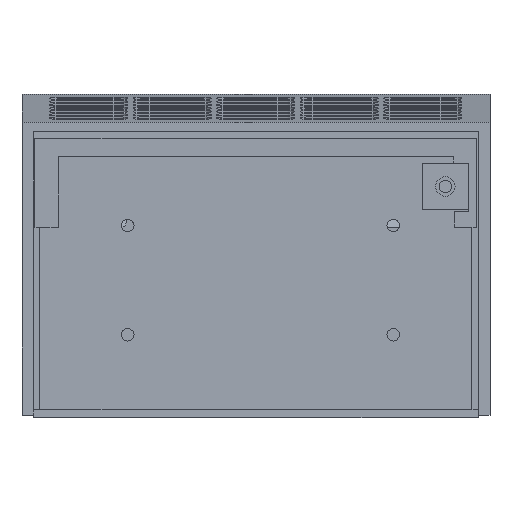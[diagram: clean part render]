
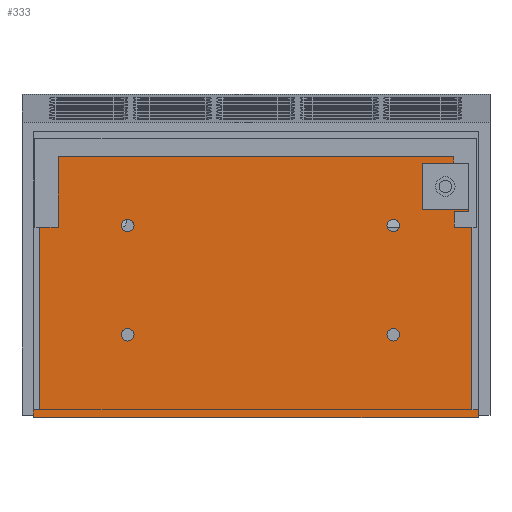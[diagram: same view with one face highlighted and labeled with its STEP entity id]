
A CAD part, front view. The second image highlights one B-rep face of the part: STEP entity #333.
In plain terms, the highlighted planar face has unit normal (0, -1, 0).
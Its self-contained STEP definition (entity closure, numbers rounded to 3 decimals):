
#333=ADVANCED_FACE('',(#1967,#1968,#1969,#1970,#1971,#1972),#1973,.T.);
#1967=FACE_OUTER_BOUND('',#4462,.T.);
#1968=FACE_BOUND('',#4463,.T.);
#1969=FACE_BOUND('',#4464,.T.);
#1970=FACE_BOUND('',#4465,.T.);
#1971=FACE_BOUND('',#4466,.T.);
#1972=FACE_BOUND('',#4467,.T.);
#1973=PLANE('',#4468);
#4462=EDGE_LOOP('',(#9466,#9467,#9468,#9469,#9470,#9471,#9472,#9473,#9474,#9475,#9476,#9477));
#4463=EDGE_LOOP('',(#9478,#9479));
#4464=EDGE_LOOP('',(#9480,#9481));
#4465=EDGE_LOOP('',(#9482,#9483));
#4466=EDGE_LOOP('',(#9484,#9485));
#4467=EDGE_LOOP('',(#9486,#9487,#9488,#9489));
#4468=AXIS2_PLACEMENT_3D('',#9490,#9491,#9492);
#9466=ORIENTED_EDGE('',*,*,#17061,.F.);
#9467=ORIENTED_EDGE('',*,*,#15565,.F.);
#9468=ORIENTED_EDGE('',*,*,#16992,.T.);
#9469=ORIENTED_EDGE('',*,*,#17062,.T.);
#9470=ORIENTED_EDGE('',*,*,#17063,.T.);
#9471=ORIENTED_EDGE('',*,*,#17064,.F.);
#9472=ORIENTED_EDGE('',*,*,#17065,.T.);
#9473=ORIENTED_EDGE('',*,*,#17066,.T.);
#9474=ORIENTED_EDGE('',*,*,#17067,.T.);
#9475=ORIENTED_EDGE('',*,*,#17068,.T.);
#9476=ORIENTED_EDGE('',*,*,#17069,.T.);
#9477=ORIENTED_EDGE('',*,*,#17070,.F.);
#9478=ORIENTED_EDGE('',*,*,#17071,.F.);
#9479=ORIENTED_EDGE('',*,*,#17072,.F.);
#9480=ORIENTED_EDGE('',*,*,#17073,.F.);
#9481=ORIENTED_EDGE('',*,*,#17074,.F.);
#9482=ORIENTED_EDGE('',*,*,#17075,.F.);
#9483=ORIENTED_EDGE('',*,*,#17076,.F.);
#9484=ORIENTED_EDGE('',*,*,#17077,.F.);
#9485=ORIENTED_EDGE('',*,*,#17078,.F.);
#9486=ORIENTED_EDGE('',*,*,#17079,.F.);
#9487=ORIENTED_EDGE('',*,*,#17080,.F.);
#9488=ORIENTED_EDGE('',*,*,#17081,.F.);
#9489=ORIENTED_EDGE('',*,*,#17082,.F.);
#9490=CARTESIAN_POINT('',(0.0,1.0,0.0));
#9491=DIRECTION('',(0.0,-1.0,0.0));
#9492=DIRECTION('',(0.0,0.0,-1.0));
#15565=EDGE_CURVE('',#18904,#18906,#18907,.T.);
#16992=EDGE_CURVE('',#18904,#21405,#21407,.T.);
#17061=EDGE_CURVE('',#18906,#21544,#21545,.T.);
#17062=EDGE_CURVE('',#21405,#21546,#21547,.T.);
#17063=EDGE_CURVE('',#21546,#21548,#21549,.T.);
#17064=EDGE_CURVE('',#21550,#21548,#21551,.T.);
#17065=EDGE_CURVE('',#21550,#21552,#21553,.T.);
#17066=EDGE_CURVE('',#21552,#21554,#21555,.T.);
#17067=EDGE_CURVE('',#21554,#21556,#21557,.T.);
#17068=EDGE_CURVE('',#21556,#21558,#21559,.T.);
#17069=EDGE_CURVE('',#21558,#21560,#21561,.T.);
#17070=EDGE_CURVE('',#21544,#21560,#21562,.T.);
#17071=EDGE_CURVE('',#21563,#21564,#21565,.T.);
#17072=EDGE_CURVE('',#21564,#21563,#21566,.T.);
#17073=EDGE_CURVE('',#21567,#21568,#21569,.T.);
#17074=EDGE_CURVE('',#21568,#21567,#21570,.T.);
#17075=EDGE_CURVE('',#21571,#21572,#21573,.T.);
#17076=EDGE_CURVE('',#21572,#21571,#21574,.T.);
#17077=EDGE_CURVE('',#21575,#21576,#21577,.T.);
#17078=EDGE_CURVE('',#21576,#21575,#21578,.T.);
#17079=EDGE_CURVE('',#21579,#21580,#21581,.T.);
#17080=EDGE_CURVE('',#21582,#21579,#21583,.T.);
#17081=EDGE_CURVE('',#21584,#21582,#21585,.T.);
#17082=EDGE_CURVE('',#21580,#21584,#21586,.T.);
#18904=VERTEX_POINT('',#24101);
#18906=VERTEX_POINT('',#24104);
#18907=LINE('',#24105,#24106);
#21405=VERTEX_POINT('',#27724);
#21407=LINE('',#27727,#27728);
#21544=VERTEX_POINT('',#27925);
#21545=LINE('',#27926,#27927);
#21546=VERTEX_POINT('',#27928);
#21547=LINE('',#27929,#27930);
#21548=VERTEX_POINT('',#27931);
#21549=LINE('',#27932,#27933);
#21550=VERTEX_POINT('',#27934);
#21551=LINE('',#27935,#27936);
#21552=VERTEX_POINT('',#27937);
#21553=LINE('',#27938,#27939);
#21554=VERTEX_POINT('',#27940);
#21555=LINE('',#27941,#27942);
#21556=VERTEX_POINT('',#27943);
#21557=LINE('',#27944,#27945);
#21558=VERTEX_POINT('',#27946);
#21559=LINE('',#27947,#27948);
#21560=VERTEX_POINT('',#27949);
#21561=LINE('',#27950,#27951);
#21562=LINE('',#27952,#27953);
#21563=VERTEX_POINT('',#27954);
#21564=VERTEX_POINT('',#27955);
#21565=CIRCLE('',#27956,4.0);
#21566=CIRCLE('',#27957,4.0);
#21567=VERTEX_POINT('',#27958);
#21568=VERTEX_POINT('',#27959);
#21569=CIRCLE('',#27960,4.0);
#21570=CIRCLE('',#27961,4.0);
#21571=VERTEX_POINT('',#27962);
#21572=VERTEX_POINT('',#27963);
#21573=CIRCLE('',#27964,4.0);
#21574=CIRCLE('',#27965,4.0);
#21575=VERTEX_POINT('',#27966);
#21576=VERTEX_POINT('',#27967);
#21577=CIRCLE('',#27968,4.0);
#21578=CIRCLE('',#27969,4.0);
#21579=VERTEX_POINT('',#27970);
#21580=VERTEX_POINT('',#27971);
#21581=LINE('',#27972,#27973);
#21582=VERTEX_POINT('',#27974);
#21583=LINE('',#27975,#27976);
#21584=VERTEX_POINT('',#27977);
#21585=LINE('',#27978,#27979);
#21586=LINE('',#27980,#27981);
#24101=CARTESIAN_POINT('',(0.0,1.,0.0));
#24104=CARTESIAN_POINT('',(0.0,1.0,5.002));
#24105=CARTESIAN_POINT('',(0.0,1.0,0.0));
#24106=VECTOR('',#31497,5.002);
#27724=CARTESIAN_POINT('',(285.0,1.,0.0));
#27727=CARTESIAN_POINT('',(0.0,1.0,0.0));
#27728=VECTOR('',#33572,285.0);
#27925=CARTESIAN_POINT('',(4.0,1.0,5.002));
#27926=CARTESIAN_POINT('',(0.0,1.0,5.002));
#27927=VECTOR('',#33657,4.0);
#27928=CARTESIAN_POINT('',(285.0,1.0,5.002));
#27929=CARTESIAN_POINT('',(285.0,1.0,0.0));
#27930=VECTOR('',#33658,5.002);
#27931=CARTESIAN_POINT('',(281.0,1.0,5.002));
#27932=CARTESIAN_POINT('',(285.0,1.0,5.002));
#27933=VECTOR('',#33659,4.0);
#27934=CARTESIAN_POINT('',(281.0,1.0,121.95));
#27935=CARTESIAN_POINT('',(281.0,1.0,121.95));
#27936=VECTOR('',#33660,116.948);
#27937=CARTESIAN_POINT('',(284.0,1.,121.95));
#27938=CARTESIAN_POINT('',(281.0,1.0,121.95));
#27939=VECTOR('',#33661,3.0);
#27940=CARTESIAN_POINT('',(284.0,1.,179.0));
#27941=CARTESIAN_POINT('',(284.0,1.,121.95));
#27942=VECTOR('',#33662,57.05);
#27943=CARTESIAN_POINT('',(1.0,1.,179.0));
#27944=CARTESIAN_POINT('',(284.0,1.,179.0));
#27945=VECTOR('',#33663,283.0);
#27946=CARTESIAN_POINT('',(1.0,1.,121.95));
#27947=CARTESIAN_POINT('',(1.0,1.,179.0));
#27948=VECTOR('',#33664,57.05);
#27949=CARTESIAN_POINT('',(4.0,1.0,121.95));
#27950=CARTESIAN_POINT('',(1.0,1.,121.95));
#27951=VECTOR('',#33665,3.0);
#27952=CARTESIAN_POINT('',(4.0,1.0,5.002));
#27953=VECTOR('',#33666,116.948);
#27954=CARTESIAN_POINT('',(230.5,1.0,49.0));
#27955=CARTESIAN_POINT('',(230.5,1.0,57.0));
#27956=AXIS2_PLACEMENT_3D('',#33667,#33668,#33669);
#27957=AXIS2_PLACEMENT_3D('',#33670,#33671,#33672);
#27958=CARTESIAN_POINT('',(60.5,1.0,119.0));
#27959=CARTESIAN_POINT('',(60.5,1.0,127.0));
#27960=AXIS2_PLACEMENT_3D('',#33673,#33674,#33675);
#27961=AXIS2_PLACEMENT_3D('',#33676,#33677,#33678);
#27962=CARTESIAN_POINT('',(60.5,1.0,49.0));
#27963=CARTESIAN_POINT('',(60.5,1.0,57.0));
#27964=AXIS2_PLACEMENT_3D('',#33679,#33680,#33681);
#27965=AXIS2_PLACEMENT_3D('',#33682,#33683,#33684);
#27966=CARTESIAN_POINT('',(230.5,1.0,119.0));
#27967=CARTESIAN_POINT('',(230.5,1.0,127.0));
#27968=AXIS2_PLACEMENT_3D('',#33685,#33686,#33687);
#27969=AXIS2_PLACEMENT_3D('',#33688,#33689,#33690);
#27970=CARTESIAN_POINT('',(249.0,1.0,162.96));
#27971=CARTESIAN_POINT('',(249.0,1.0,132.96));
#27972=CARTESIAN_POINT('',(249.0,1.0,162.96));
#27973=VECTOR('',#33691,30.0);
#27974=CARTESIAN_POINT('',(279.0,1.,162.96));
#27975=CARTESIAN_POINT('',(279.0,1.,162.96));
#27976=VECTOR('',#33692,30.0);
#27977=CARTESIAN_POINT('',(279.0,1.0,132.96));
#27978=CARTESIAN_POINT('',(279.0,1.0,132.96));
#27979=VECTOR('',#33693,30.0);
#27980=CARTESIAN_POINT('',(249.0,1.0,132.96));
#27981=VECTOR('',#33694,30.0);
#31497=DIRECTION('',(0.0,0.0,1.0));
#33572=DIRECTION('',(1.0,0.0,0.0));
#33657=DIRECTION('',(1.0,0.0,0.0));
#33658=DIRECTION('',(0.0,0.0,1.0));
#33659=DIRECTION('',(-1.0,0.0,0.0));
#33660=DIRECTION('',(0.0,0.0,-1.0));
#33661=DIRECTION('',(1.0,0.,0.0));
#33662=DIRECTION('',(0.0,0.0,1.0));
#33663=DIRECTION('',(-1.0,0.0,0.0));
#33664=DIRECTION('',(0.0,0.0,-1.0));
#33665=DIRECTION('',(1.0,0.,0.0));
#33666=DIRECTION('',(0.0,0.0,1.0));
#33667=CARTESIAN_POINT('',(230.5,1.0,53.0));
#33668=DIRECTION('',(0.0,-1.0,0.0));
#33669=DIRECTION('',(0.0,0.0,-1.0));
#33670=CARTESIAN_POINT('',(230.5,1.0,53.0));
#33671=DIRECTION('',(0.0,-1.0,0.0));
#33672=DIRECTION('',(0.0,0.0,1.0));
#33673=CARTESIAN_POINT('',(60.5,1.0,123.0));
#33674=DIRECTION('',(0.0,-1.0,0.0));
#33675=DIRECTION('',(0.0,0.0,-1.0));
#33676=CARTESIAN_POINT('',(60.5,1.0,123.0));
#33677=DIRECTION('',(0.0,-1.0,0.0));
#33678=DIRECTION('',(0.0,0.0,1.0));
#33679=CARTESIAN_POINT('',(60.5,1.0,53.0));
#33680=DIRECTION('',(0.0,-1.0,0.0));
#33681=DIRECTION('',(0.0,0.0,-1.0));
#33682=CARTESIAN_POINT('',(60.5,1.0,53.0));
#33683=DIRECTION('',(0.0,-1.0,0.0));
#33684=DIRECTION('',(0.0,0.0,1.0));
#33685=CARTESIAN_POINT('',(230.5,1.0,123.0));
#33686=DIRECTION('',(0.0,-1.0,0.0));
#33687=DIRECTION('',(0.0,0.0,-1.0));
#33688=CARTESIAN_POINT('',(230.5,1.0,123.0));
#33689=DIRECTION('',(0.0,-1.0,0.0));
#33690=DIRECTION('',(0.0,0.0,1.0));
#33691=DIRECTION('',(0.0,0.0,-1.0));
#33692=DIRECTION('',(-1.0,0.0,0.0));
#33693=DIRECTION('',(0.0,0.0,1.0));
#33694=DIRECTION('',(1.0,0.0,0.0));
